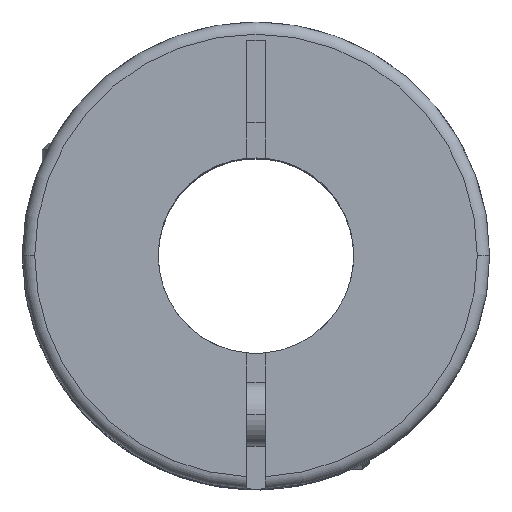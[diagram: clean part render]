
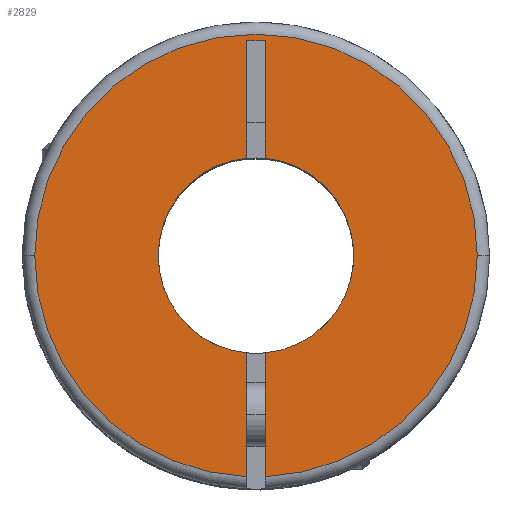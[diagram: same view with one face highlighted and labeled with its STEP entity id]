
A CAD part, top view. The second image highlights one B-rep face of the part: STEP entity #2829.
In plain terms, the highlighted planar face has unit normal (0, 0, 1).
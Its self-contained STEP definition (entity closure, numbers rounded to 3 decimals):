
#12 = LINE ( 'NONE', #78, #2003 ) ;
#39 = LINE ( 'NONE', #3448, #1921 ) ;
#52 = CARTESIAN_POINT ( 'NONE',  ( 0., 0., 0. ) ) ;
#78 = CARTESIAN_POINT ( 'NONE',  ( 0.375, -9.55, 0. ) ) ;
#147 = CARTESIAN_POINT ( 'NONE',  ( -0.375, -9.042, 0. ) ) ;
#155 = CIRCLE ( 'NONE', #4091, 9.05 ) ;
#195 = PLANE ( 'NONE',  #803 ) ;
#277 = DIRECTION ( 'NONE',  ( 0., -1., 0. ) ) ;
#367 = CARTESIAN_POINT ( 'NONE',  ( 9.05, 0., 0. ) ) ;
#376 = AXIS2_PLACEMENT_3D ( 'NONE', #3977, #952, #1206 ) ;
#384 = CARTESIAN_POINT ( 'NONE',  ( 0.375, -9.042, 0. ) ) ;
#386 = CARTESIAN_POINT ( 'NONE',  ( 0.375, 8.8, 0. ) ) ;
#420 = EDGE_CURVE ( 'NONE', #2762, #1898, #155, .T. ) ;
#422 = CARTESIAN_POINT ( 'NONE',  ( 0., 0., 0. ) ) ;
#605 = EDGE_CURVE ( 'NONE', #3815, #4182, #39, .T. ) ;
#719 = AXIS2_PLACEMENT_3D ( 'NONE', #1677, #1715, #3102 ) ;
#783 = DIRECTION ( 'NONE',  ( -1., 0., 0. ) ) ;
#793 = VECTOR ( 'NONE', #2040, 1000. ) ;
#803 = AXIS2_PLACEMENT_3D ( 'NONE', #3881, #3210, #1109 ) ;
#875 = CARTESIAN_POINT ( 'NONE',  ( -0.375, 8.8, 0. ) ) ;
#952 = DIRECTION ( 'NONE',  ( 0., 0., -1. ) ) ;
#998 = CIRCLE ( 'NONE', #719, 9.05 ) ;
#1109 = DIRECTION ( 'NONE',  ( 0., -1., 0. ) ) ;
#1206 = DIRECTION ( 'NONE',  ( -1., 0., 0. ) ) ;
#1218 = LINE ( 'NONE', #875, #2411 ) ;
#1258 = CARTESIAN_POINT ( 'NONE',  ( 0., 0., 0. ) ) ;
#1287 = ORIENTED_EDGE ( 'NONE', *, *, #3859, .T. ) ;
#1308 = ORIENTED_EDGE ( 'NONE', *, *, #1531, .T. ) ;
#1410 = DIRECTION ( 'NONE',  ( 0., 1., 0. ) ) ;
#1437 = AXIS2_PLACEMENT_3D ( 'NONE', #422, #2920, #783 ) ;
#1468 = VERTEX_POINT ( 'NONE', #1748 ) ;
#1503 = DIRECTION ( 'NONE',  ( -1., 0., 0. ) ) ;
#1531 = EDGE_CURVE ( 'NONE', #3752, #3500, #1650, .T. ) ;
#1544 = EDGE_CURVE ( 'NONE', #1468, #3500, #1218, .T. ) ;
#1545 = ORIENTED_EDGE ( 'NONE', *, *, #1544, .F. ) ;
#1611 = ORIENTED_EDGE ( 'NONE', *, *, #2669, .F. ) ;
#1650 = CIRCLE ( 'NONE', #1841, 4. ) ;
#1677 = CARTESIAN_POINT ( 'NONE',  ( 0., 0., 0. ) ) ;
#1704 = CARTESIAN_POINT ( 'NONE',  ( -4., 0., 0. ) ) ;
#1715 = DIRECTION ( 'NONE',  ( 0., 0., -1. ) ) ;
#1748 = CARTESIAN_POINT ( 'NONE',  ( -0.375, 8.8, 0. ) ) ;
#1766 = CARTESIAN_POINT ( 'NONE',  ( 0.375, 3.982, 0. ) ) ;
#1779 = CARTESIAN_POINT ( 'NONE',  ( 0.375, -3.982, 0. ) ) ;
#1833 = FACE_OUTER_BOUND ( 'NONE', #3590, .T. ) ;
#1841 = AXIS2_PLACEMENT_3D ( 'NONE', #1258, #2617, #2536 ) ;
#1898 = VERTEX_POINT ( 'NONE', #367 ) ;
#1921 = VECTOR ( 'NONE', #1410, 1000. ) ;
#1943 = EDGE_CURVE ( 'NONE', #2783, #2762, #998, .T. ) ;
#1969 = VERTEX_POINT ( 'NONE', #1779 ) ;
#2003 = VECTOR ( 'NONE', #4103, 1000. ) ;
#2040 = DIRECTION ( 'NONE',  ( 0., -1., 0. ) ) ;
#2104 = ORIENTED_EDGE ( 'NONE', *, *, #4318, .F. ) ;
#2141 = ORIENTED_EDGE ( 'NONE', *, *, #4246, .F. ) ;
#2168 = EDGE_CURVE ( 'NONE', #3815, #1969, #3561, .T. ) ;
#2210 = VECTOR ( 'NONE', #1503, 1000. ) ;
#2289 = CARTESIAN_POINT ( 'NONE',  ( -0.375, 3.982, 0. ) ) ;
#2332 = LINE ( 'NONE', #2356, #793 ) ;
#2356 = CARTESIAN_POINT ( 'NONE',  ( -0.375, 8.8, 0. ) ) ;
#2365 = DIRECTION ( 'NONE',  ( 0., 0., -1. ) ) ;
#2411 = VECTOR ( 'NONE', #277, 1000. ) ;
#2459 = ORIENTED_EDGE ( 'NONE', *, *, #2168, .T. ) ;
#2536 = DIRECTION ( 'NONE',  ( -1., 0., 0. ) ) ;
#2617 = DIRECTION ( 'NONE',  ( 0., 0., -1. ) ) ;
#2669 = EDGE_CURVE ( 'NONE', #3653, #2783, #2332, .T. ) ;
#2702 = ORIENTED_EDGE ( 'NONE', *, *, #605, .F. ) ;
#2741 = CIRCLE ( 'NONE', #3867, 9.05 ) ;
#2762 = VERTEX_POINT ( 'NONE', #3589 ) ;
#2783 = VERTEX_POINT ( 'NONE', #147 ) ;
#2829 = ADVANCED_FACE ( 'NONE', ( #1833 ), #195, .F. ) ;
#2920 = DIRECTION ( 'NONE',  ( 0., 0., -1. ) ) ;
#2930 = ORIENTED_EDGE ( 'NONE', *, *, #1943, .F. ) ;
#2936 = ORIENTED_EDGE ( 'NONE', *, *, #2945, .F. ) ;
#2945 = EDGE_CURVE ( 'NONE', #4182, #1468, #4177, .T. ) ;
#3066 = CARTESIAN_POINT ( 'NONE',  ( -0.375, -3.982, 0. ) ) ;
#3074 = DIRECTION ( 'NONE',  ( -1., 0., 0. ) ) ;
#3102 = DIRECTION ( 'NONE',  ( -1., 0., 0. ) ) ;
#3114 = DIRECTION ( 'NONE',  ( -1., 0., 0. ) ) ;
#3210 = DIRECTION ( 'NONE',  ( 0., 0., -1. ) ) ;
#3244 = VERTEX_POINT ( 'NONE', #384 ) ;
#3355 = ORIENTED_EDGE ( 'NONE', *, *, #420, .F. ) ;
#3448 = CARTESIAN_POINT ( 'NONE',  ( 0.375, -9.55, 0. ) ) ;
#3500 = VERTEX_POINT ( 'NONE', #2289 ) ;
#3561 = CIRCLE ( 'NONE', #376, 4. ) ;
#3589 = CARTESIAN_POINT ( 'NONE',  ( -9.05, 0., 0. ) ) ;
#3590 = EDGE_LOOP ( 'NONE', ( #2930, #1611, #1287, #1308, #1545, #2936, #2702, #2459, #2141, #2104, #3355 ) ) ;
#3653 = VERTEX_POINT ( 'NONE', #3066 ) ;
#3752 = VERTEX_POINT ( 'NONE', #1704 ) ;
#3815 = VERTEX_POINT ( 'NONE', #1766 ) ;
#3852 = CIRCLE ( 'NONE', #1437, 4. ) ;
#3859 = EDGE_CURVE ( 'NONE', #3653, #3752, #3852, .T. ) ;
#3867 = AXIS2_PLACEMENT_3D ( 'NONE', #4043, #2365, #3074 ) ;
#3881 = CARTESIAN_POINT ( 'NONE',  ( 0., 0., 0. ) ) ;
#3899 = CARTESIAN_POINT ( 'NONE',  ( 0.375, 8.8, 0. ) ) ;
#3977 = CARTESIAN_POINT ( 'NONE',  ( 0., 0., 0. ) ) ;
#4043 = CARTESIAN_POINT ( 'NONE',  ( 0., 0., 0. ) ) ;
#4078 = DIRECTION ( 'NONE',  ( 0., 0., -1. ) ) ;
#4091 = AXIS2_PLACEMENT_3D ( 'NONE', #52, #4078, #3114 ) ;
#4103 = DIRECTION ( 'NONE',  ( 0., 1., 0. ) ) ;
#4177 = LINE ( 'NONE', #3899, #2210 ) ;
#4182 = VERTEX_POINT ( 'NONE', #386 ) ;
#4246 = EDGE_CURVE ( 'NONE', #3244, #1969, #12, .T. ) ;
#4318 = EDGE_CURVE ( 'NONE', #1898, #3244, #2741, .T. ) ;
